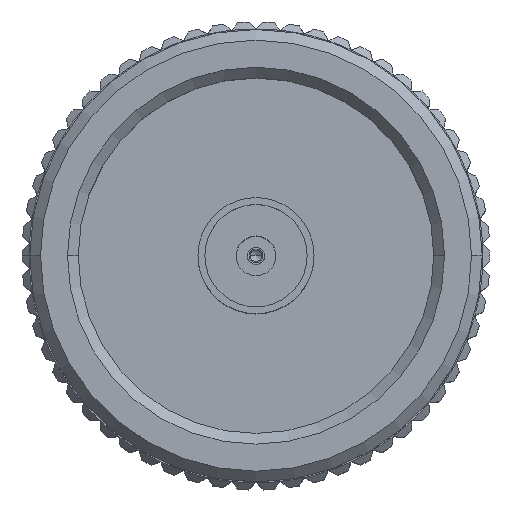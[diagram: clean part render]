
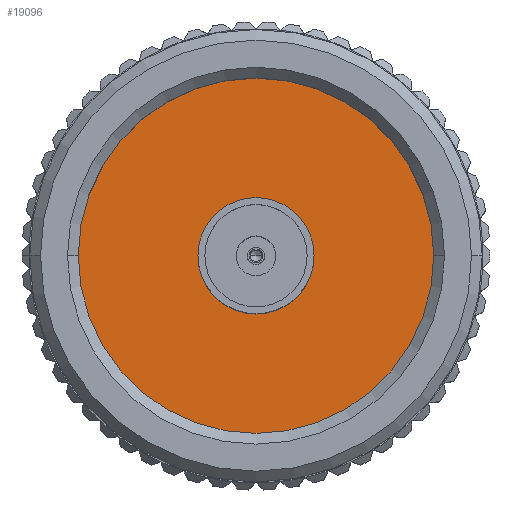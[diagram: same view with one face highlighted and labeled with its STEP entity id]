
A CAD part, top view. The second image highlights one B-rep face of the part: STEP entity #19096.
In plain terms, the highlighted planar face has unit normal (0, 0, 1).
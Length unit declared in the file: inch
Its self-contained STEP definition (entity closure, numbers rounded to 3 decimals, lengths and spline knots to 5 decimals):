
#321 = VERTEX_POINT ( 'NONE', #7049 ) ;
#1075 = ORIENTED_EDGE ( 'NONE', *, *, #22646, .T. ) ;
#1157 = DIRECTION ( 'NONE',  ( 0., 0., 1. ) ) ;
#1628 = CARTESIAN_POINT ( 'NONE',  ( 0.37478, 0.73912, 1.34491 ) ) ;
#1863 = CARTESIAN_POINT ( 'NONE',  ( 0.37478, 0.73912, 1.34491 ) ) ;
#5978 = CIRCLE ( 'NONE', #9025, 0.34646 ) ;
#6647 = DIRECTION ( 'NONE',  ( 1., 0., 0. ) ) ;
#7049 = CARTESIAN_POINT ( 'NONE',  ( 0.72124, 0.73912, 1.34491 ) ) ;
#7454 = CIRCLE ( 'NONE', #17920, 0.34646 ) ;
#7957 = ORIENTED_EDGE ( 'NONE', *, *, #23826, .F. ) ;
#8594 = DIRECTION ( 'NONE',  ( 0., 0., 1. ) ) ;
#8704 = DIRECTION ( 'NONE',  ( 0., 0., 1. ) ) ;
#9025 = AXIS2_PLACEMENT_3D ( 'NONE', #17668, #8594, #23038 ) ;
#9312 = FACE_BOUND ( 'NONE', #30680, .T. ) ;
#11445 = DIRECTION ( 'NONE',  ( 1., 0., 0. ) ) ;
#12184 = CIRCLE ( 'NONE', #15185, 0.1065 ) ;
#12673 = VERTEX_POINT ( 'NONE', #25001 ) ;
#13703 = CARTESIAN_POINT ( 'NONE',  ( 0.37478, 0.73912, 1.34491 ) ) ;
#13785 = DIRECTION ( 'NONE',  ( 0., 0., 1. ) ) ;
#13839 = EDGE_LOOP ( 'NONE', ( #22975, #1075 ) ) ;
#13857 = DIRECTION ( 'NONE',  ( 1., 0., 0. ) ) ;
#14885 = VERTEX_POINT ( 'NONE', #27167 ) ;
#15185 = AXIS2_PLACEMENT_3D ( 'NONE', #1628, #1157, #17913 ) ;
#16640 = EDGE_CURVE ( 'NONE', #14885, #12673, #12184, .T. ) ;
#17668 = CARTESIAN_POINT ( 'NONE',  ( 0.37478, 0.73912, 1.34491 ) ) ;
#17697 = CARTESIAN_POINT ( 'NONE',  ( 0.02832, 0.73912, 1.34491 ) ) ;
#17913 = DIRECTION ( 'NONE',  ( 1., 0., 0. ) ) ;
#17920 = AXIS2_PLACEMENT_3D ( 'NONE', #23631, #8704, #13857 ) ;
#18541 = DIRECTION ( 'NONE',  ( 0., 0., 1. ) ) ;
#18663 = VERTEX_POINT ( 'NONE', #17697 ) ;
#19096 = ADVANCED_FACE ( 'NONE', ( #26146, #9312 ), #25676, .T. ) ;
#22342 = EDGE_CURVE ( 'NONE', #18663, #321, #5978, .T. ) ;
#22646 = EDGE_CURVE ( 'NONE', #321, #18663, #7454, .T. ) ;
#22975 = ORIENTED_EDGE ( 'NONE', *, *, #22342, .T. ) ;
#23038 = DIRECTION ( 'NONE',  ( 1., 0., 0. ) ) ;
#23631 = CARTESIAN_POINT ( 'NONE',  ( 0.37478, 0.73912, 1.34491 ) ) ;
#23826 = EDGE_CURVE ( 'NONE', #12673, #14885, #26349, .T. ) ;
#25001 = CARTESIAN_POINT ( 'NONE',  ( 0.48128, 0.73912, 1.34491 ) ) ;
#25334 = AXIS2_PLACEMENT_3D ( 'NONE', #13703, #18541, #6647 ) ;
#25676 = PLANE ( 'NONE',  #25334 ) ;
#25872 = AXIS2_PLACEMENT_3D ( 'NONE', #1863, #13785, #11445 ) ;
#26146 = FACE_OUTER_BOUND ( 'NONE', #13839, .T. ) ;
#26349 = CIRCLE ( 'NONE', #25872, 0.1065 ) ;
#27167 = CARTESIAN_POINT ( 'NONE',  ( 0.26828, 0.73912, 1.34491 ) ) ;
#27371 = ORIENTED_EDGE ( 'NONE', *, *, #16640, .F. ) ;
#30680 = EDGE_LOOP ( 'NONE', ( #27371, #7957 ) ) ;
